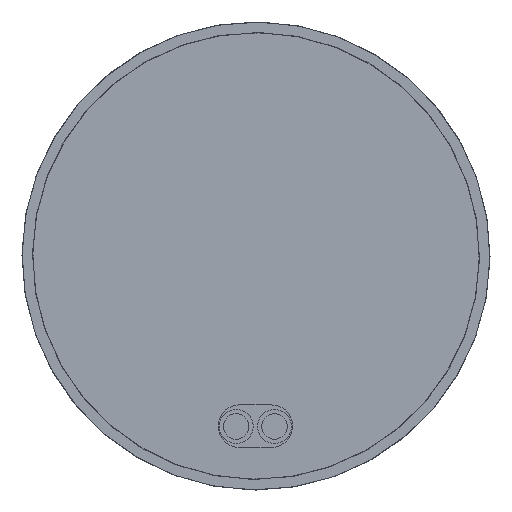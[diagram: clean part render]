
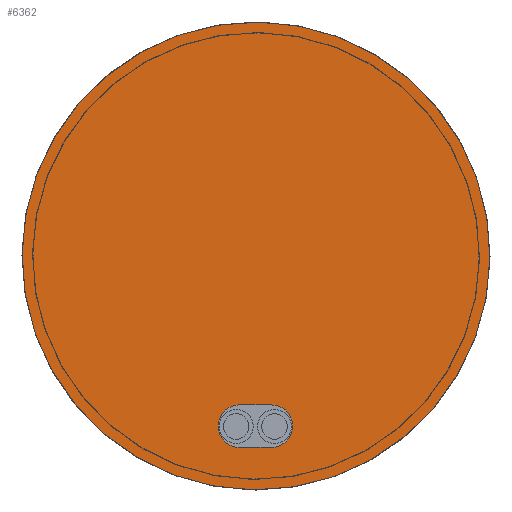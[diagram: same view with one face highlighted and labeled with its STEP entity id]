
A CAD part, front view. The second image highlights one B-rep face of the part: STEP entity #6362.
In plain terms, the highlighted face is planar.
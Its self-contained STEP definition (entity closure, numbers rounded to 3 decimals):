
#215 = DIRECTION ( 'NONE',  ( 1., 0., 0. ) ) ;
#554 = DIRECTION ( 'NONE',  ( -1., 0., 0. ) ) ;
#594 = FACE_OUTER_BOUND ( 'NONE', #2869, .T. ) ;
#630 = CARTESIAN_POINT ( 'NONE',  ( 0.75, -8., 0. ) ) ;
#699 = EDGE_CURVE ( 'NONE', #7599, #4560, #6007, .T. ) ;
#720 = LINE ( 'NONE', #2726, #1222 ) ;
#723 = CARTESIAN_POINT ( 'NONE',  ( -0.75, -9., 0. ) ) ;
#1222 = VECTOR ( 'NONE', #215, 1000. ) ;
#1227 = FACE_BOUND ( 'NONE', #5696, .T. ) ;
#1269 = DIRECTION ( 'NONE',  ( 0., 0., 1. ) ) ;
#1305 = CARTESIAN_POINT ( 'NONE',  ( 0., 0., 0. ) ) ;
#1405 = ORIENTED_EDGE ( 'NONE', *, *, #699, .F. ) ;
#1504 = EDGE_CURVE ( 'NONE', #1636, #7599, #720, .T. ) ;
#1618 = EDGE_CURVE ( 'NONE', #2713, #1636, #3292, .T. ) ;
#1636 = VERTEX_POINT ( 'NONE', #3561 ) ;
#2123 = ORIENTED_EDGE ( 'NONE', *, *, #6316, .F. ) ;
#2618 = AXIS2_PLACEMENT_3D ( 'NONE', #4235, #6791, #8077 ) ;
#2695 = CARTESIAN_POINT ( 'NONE',  ( 11., 0., 0. ) ) ;
#2713 = VERTEX_POINT ( 'NONE', #723 ) ;
#2726 = CARTESIAN_POINT ( 'NONE',  ( 0.75, -7., 0. ) ) ;
#2869 = EDGE_LOOP ( 'NONE', ( #5502 ) ) ;
#2885 = AXIS2_PLACEMENT_3D ( 'NONE', #7613, #1269, #4452 ) ;
#3142 = PLANE ( 'NONE',  #2885 ) ;
#3292 = CIRCLE ( 'NONE', #2618, 1. ) ;
#3376 = ORIENTED_EDGE ( 'NONE', *, *, #1504, .F. ) ;
#3561 = CARTESIAN_POINT ( 'NONE',  ( -0.75, -7., 0. ) ) ;
#3661 = EDGE_CURVE ( 'NONE', #5886, #5886, #6651, .T. ) ;
#3697 = CARTESIAN_POINT ( 'NONE',  ( 0.75, -9., 0. ) ) ;
#3828 = VECTOR ( 'NONE', #554, 1000. ) ;
#4235 = CARTESIAN_POINT ( 'NONE',  ( -0.75, -8., 0. ) ) ;
#4452 = DIRECTION ( 'NONE',  ( 1., 0., 0. ) ) ;
#4560 = VERTEX_POINT ( 'NONE', #5299 ) ;
#5067 = DIRECTION ( 'NONE',  ( 0., 0., -1. ) ) ;
#5299 = CARTESIAN_POINT ( 'NONE',  ( 0.75, -9., 0. ) ) ;
#5360 = CARTESIAN_POINT ( 'NONE',  ( 0.75, -7., 0. ) ) ;
#5502 = ORIENTED_EDGE ( 'NONE', *, *, #3661, .F. ) ;
#5696 = EDGE_LOOP ( 'NONE', ( #2123, #1405, #3376, #6899 ) ) ;
#5886 = VERTEX_POINT ( 'NONE', #2695 ) ;
#6007 = CIRCLE ( 'NONE', #6018, 1. ) ;
#6018 = AXIS2_PLACEMENT_3D ( 'NONE', #630, #5067, #6955 ) ;
#6254 = LINE ( 'NONE', #3697, #3828 ) ;
#6316 = EDGE_CURVE ( 'NONE', #4560, #2713, #6254, .T. ) ;
#6362 = ADVANCED_FACE ( 'NONE', ( #1227, #594 ), #3142, .F. ) ;
#6410 = DIRECTION ( 'NONE',  ( 1., 0., 0. ) ) ;
#6651 = CIRCLE ( 'NONE', #7980, 11. ) ;
#6791 = DIRECTION ( 'NONE',  ( 0., 0., -1. ) ) ;
#6899 = ORIENTED_EDGE ( 'NONE', *, *, #1618, .F. ) ;
#6955 = DIRECTION ( 'NONE',  ( -1., 0., 0. ) ) ;
#7072 = DIRECTION ( 'NONE',  ( 0., 0., 1. ) ) ;
#7599 = VERTEX_POINT ( 'NONE', #5360 ) ;
#7613 = CARTESIAN_POINT ( 'NONE',  ( 0., 0., 0. ) ) ;
#7980 = AXIS2_PLACEMENT_3D ( 'NONE', #1305, #7072, #6410 ) ;
#8077 = DIRECTION ( 'NONE',  ( -1., 0., 0. ) ) ;
